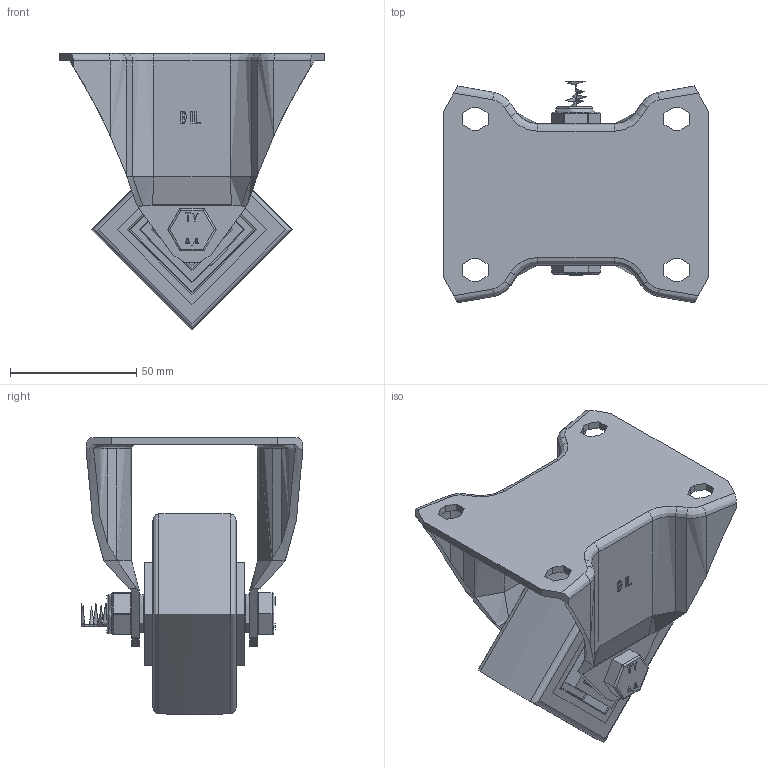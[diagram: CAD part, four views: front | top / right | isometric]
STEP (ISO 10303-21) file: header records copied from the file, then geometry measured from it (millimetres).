
FILE_DESCRIPTION(/* description */ (''),/* implementation_level */ '2;1');
FILE_NAME(/* name */ 'BZHF80NPBJ.step',/* time_stamp */ '2025-06-02T15:28:58+01:00',/* author */ (''),/* organization */ (''),/* preprocessor_version */ 'ST-DEVELOPER v20.1',/* originating_system */ 'Autodesk Translation Framework v14.10.0.0',/* authorisation */ '');
FILE_SCHEMA (('AUTOMOTIVE_DESIGN { 1 0 10303 214 3 1 1 }'));
Length unit declared in the file: millimetre
Products named in the file (30): BZHF80NPBJ; BZHF80AS - 44 v1; BZHF80AS v1; BZHF80AS; ZINC PLATED, PRESSED STEEL BRACKET; BZMM80WNPBJM12 v1; BZMM80WNPBJ; POLYURETHANE TYRE; NYLON RIM; BEARING6201; BEARING62012; Pattern; BEARING6201 (1); BEARING62012 (1); Pattern (1); Component2; OUTTER; INNER; MIDDLE; RUBBER; TH12X2X10 v1; ZINC PLATED HEADED SPACER; TH12X2X10 v1 (1); ZINC PLATED HEADED SPACER (1); HEXBOLTM10X70Z8.8 v2; GRADE 8.8 THREADED ZINC PLATED BOLT; NYLOCM10Z v1; NYLOC NUT; RUBBER (1); NUT
Assembly tree (48 placements, depth 6):
  BZHF80NPBJ
    BZHF80AS - 44 v1
      BZHF80AS v1
        BZHF80AS
        ZINC PLATED, PRESSED STEEL BRACKET
    BZMM80WNPBJM12 v1
      BZMM80WNPBJ
        POLYURETHANE TYRE
        NYLON RIM
      BEARING6201
        BEARING62012
          OUTTER
          INNER
          Pattern
            Component2  x7
          MIDDLE
          RUBBER  x2
      BEARING6201 (1)
        BEARING62012 (1)
          Pattern (1)
            Component2  x7
          OUTTER
          INNER
          MIDDLE
          RUBBER  x2
    TH12X2X10 v1
      ZINC PLATED HEADED SPACER
    TH12X2X10 v1 (1)
      ZINC PLATED HEADED SPACER (1)
    HEXBOLTM10X70Z8.8 v2
      GRADE 8.8 THREADED ZINC PLATED BOLT
    NYLOCM10Z v1
      NYLOC NUT
        RUBBER (1)
        NUT
Bounding box: 105 x 88 x 109.96 mm (x, y, z)
Volume: 203649.6 mm3; surface area: 97633.3 mm2
Topology: 32 solids, 32 shells, 1021 faces, 2618 edges, 1699 vertices
Faces by surface type: plane 362, bspline 345, cylinder 185, sphere 68, torus 53, cone 8
Full cylindrical faces by diameter (mm): 8.141 x18, 9.85 x19, 10 x3, 10.2 x4, 11.9 x2, 12 x4, 15 x2, 16 x3, 17 x2, 18.45 x8, 18.645 x4, 19.645 x4, 20.597 x2, 26.145 x4, 26.944 x2, 27.145 x4, 27.34 x8, 29 x2, 32 x4, 41 x2, 50 x2, 59 x2
Entity records: 26816 total; most frequent: CARTESIAN_POINT 12709, ORIENTED_EDGE 2930, DIRECTION 2504, EDGE_CURVE 1465, VERTEX_POINT 937, AXIS2_PLACEMENT_3D 925, EDGE_LOOP 667, LINE 654
